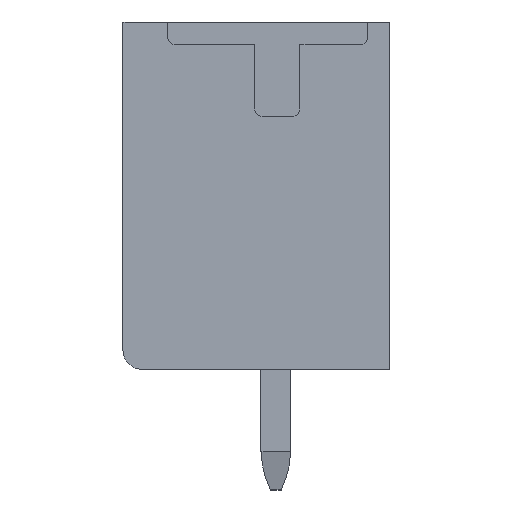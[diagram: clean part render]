
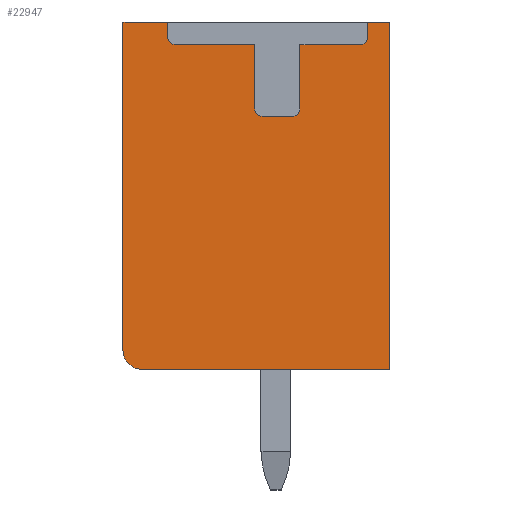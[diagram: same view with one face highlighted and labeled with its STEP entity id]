
A CAD part, left-side view. The second image highlights one B-rep face of the part: STEP entity #22947.
In plain terms, the highlighted planar face has unit normal (-1, 0, 0).
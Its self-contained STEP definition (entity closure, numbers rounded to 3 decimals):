
#22758=AXIS2_PLACEMENT_3D('Circle Axis2P3D',#22756,#22757,$) ;
#22846=AXIS2_PLACEMENT_3D('Plane Axis2P3D',#22843,#22844,#22845) ;
#22862=AXIS2_PLACEMENT_3D('Circle Axis2P3D',#22860,#22861,$) ;
#22883=AXIS2_PLACEMENT_3D('Circle Axis2P3D',#22881,#22882,$) ;
#22897=AXIS2_PLACEMENT_3D('Circle Axis2P3D',#22895,#22896,$) ;
#22918=AXIS2_PLACEMENT_3D('Circle Axis2P3D',#22916,#22917,$) ;
#388=CARTESIAN_POINT('Vertex',(0.3,0.,12.4)) ;
#391=CARTESIAN_POINT('Line Origine',(0.3,0.,7.8)) ;
#395=CARTESIAN_POINT('Vertex',(0.3,0.,3.2)) ;
#6779=CARTESIAN_POINT('Line Origine',(0.3,3.275,3.2)) ;
#6783=CARTESIAN_POINT('Vertex',(0.3,6.55,3.2)) ;
#8260=CARTESIAN_POINT('Vertex',(0.3,0.56,12.4)) ;
#8265=CARTESIAN_POINT('Line Origine',(0.3,0.28,12.4)) ;
#8309=CARTESIAN_POINT('Vertex',(0.3,7.05,12.4)) ;
#8312=CARTESIAN_POINT('Line Origine',(0.3,6.455,12.4)) ;
#8316=CARTESIAN_POINT('Vertex',(0.3,5.86,12.4)) ;
#22756=CARTESIAN_POINT('Axis2P3D Location',(0.3,6.55,3.7)) ;
#22760=CARTESIAN_POINT('Vertex',(0.3,7.05,3.7)) ;
#22843=CARTESIAN_POINT('Axis2P3D Location',(0.3,0.,0.)) ;
#22848=CARTESIAN_POINT('Line Origine',(0.3,7.05,8.05)) ;
#22853=CARTESIAN_POINT('Line Origine',(0.3,0.56,12.2)) ;
#22857=CARTESIAN_POINT('Vertex',(0.3,0.56,12.)) ;
#22860=CARTESIAN_POINT('Axis2P3D Location',(0.3,0.76,12.)) ;
#22864=CARTESIAN_POINT('Vertex',(0.3,0.76,11.8)) ;
#22867=CARTESIAN_POINT('Line Origine',(0.3,1.56,11.8)) ;
#22871=CARTESIAN_POINT('Vertex',(0.3,2.36,11.8)) ;
#22874=CARTESIAN_POINT('Line Origine',(0.3,2.36,10.95)) ;
#22878=CARTESIAN_POINT('Vertex',(0.3,2.36,10.1)) ;
#22881=CARTESIAN_POINT('Axis2P3D Location',(0.3,2.56,10.1)) ;
#22885=CARTESIAN_POINT('Vertex',(0.3,2.56,9.9)) ;
#22888=CARTESIAN_POINT('Line Origine',(0.3,2.96,9.9)) ;
#22892=CARTESIAN_POINT('Vertex',(0.3,3.36,9.9)) ;
#22895=CARTESIAN_POINT('Axis2P3D Location',(0.3,3.36,10.1)) ;
#22899=CARTESIAN_POINT('Vertex',(0.3,3.56,10.1)) ;
#22902=CARTESIAN_POINT('Line Origine',(0.3,3.56,10.95)) ;
#22906=CARTESIAN_POINT('Vertex',(0.3,3.56,11.8)) ;
#22909=CARTESIAN_POINT('Line Origine',(0.3,4.61,11.8)) ;
#22913=CARTESIAN_POINT('Vertex',(0.3,5.66,11.8)) ;
#22916=CARTESIAN_POINT('Axis2P3D Location',(0.3,5.66,12.)) ;
#22920=CARTESIAN_POINT('Vertex',(0.3,5.86,12.)) ;
#22923=CARTESIAN_POINT('Line Origine',(0.3,5.86,12.2)) ;
#392=DIRECTION('Vector Direction',(0.,0.,-1.)) ;
#6780=DIRECTION('Vector Direction',(0.,1.,0.)) ;
#8266=DIRECTION('Vector Direction',(0.,-1.,0.)) ;
#8313=DIRECTION('Vector Direction',(0.,-1.,0.)) ;
#22757=DIRECTION('Axis2P3D Direction',(-1.,0.,0.)) ;
#22844=DIRECTION('Axis2P3D Direction',(-1.,0.,0.)) ;
#22845=DIRECTION('Axis2P3D XDirection',(0.,-1.,0.)) ;
#22849=DIRECTION('Vector Direction',(0.,0.,1.)) ;
#22854=DIRECTION('Vector Direction',(0.,0.,-1.)) ;
#22861=DIRECTION('Axis2P3D Direction',(-1.,0.,0.)) ;
#22868=DIRECTION('Vector Direction',(0.,1.,0.)) ;
#22875=DIRECTION('Vector Direction',(0.,0.,-1.)) ;
#22882=DIRECTION('Axis2P3D Direction',(-1.,0.,0.)) ;
#22889=DIRECTION('Vector Direction',(0.,1.,0.)) ;
#22896=DIRECTION('Axis2P3D Direction',(-1.,0.,0.)) ;
#22903=DIRECTION('Vector Direction',(0.,0.,1.)) ;
#22910=DIRECTION('Vector Direction',(0.,1.,0.)) ;
#22917=DIRECTION('Axis2P3D Direction',(-1.,0.,0.)) ;
#22924=DIRECTION('Vector Direction',(0.,0.,1.)) ;
#393=VECTOR('Line Direction',#392,1.) ;
#6781=VECTOR('Line Direction',#6780,1.) ;
#8267=VECTOR('Line Direction',#8266,1.) ;
#8314=VECTOR('Line Direction',#8313,1.) ;
#22850=VECTOR('Line Direction',#22849,1.) ;
#22855=VECTOR('Line Direction',#22854,1.) ;
#22869=VECTOR('Line Direction',#22868,1.) ;
#22876=VECTOR('Line Direction',#22875,1.) ;
#22890=VECTOR('Line Direction',#22889,1.) ;
#22904=VECTOR('Line Direction',#22903,1.) ;
#22911=VECTOR('Line Direction',#22910,1.) ;
#22925=VECTOR('Line Direction',#22924,1.) ;
#22929=ORIENTED_EDGE('',*,*,#8318,.T.) ;
#22930=ORIENTED_EDGE('',*,*,#22852,.T.) ;
#22931=ORIENTED_EDGE('',*,*,#22762,.T.) ;
#22932=ORIENTED_EDGE('',*,*,#6785,.T.) ;
#22933=ORIENTED_EDGE('',*,*,#397,.T.) ;
#22934=ORIENTED_EDGE('',*,*,#8269,.T.) ;
#22935=ORIENTED_EDGE('',*,*,#22859,.F.) ;
#22936=ORIENTED_EDGE('',*,*,#22866,.F.) ;
#22937=ORIENTED_EDGE('',*,*,#22873,.F.) ;
#22938=ORIENTED_EDGE('',*,*,#22880,.F.) ;
#22939=ORIENTED_EDGE('',*,*,#22887,.F.) ;
#22940=ORIENTED_EDGE('',*,*,#22894,.F.) ;
#22941=ORIENTED_EDGE('',*,*,#22901,.F.) ;
#22942=ORIENTED_EDGE('',*,*,#22908,.F.) ;
#22943=ORIENTED_EDGE('',*,*,#22915,.F.) ;
#22944=ORIENTED_EDGE('',*,*,#22922,.F.) ;
#22945=ORIENTED_EDGE('',*,*,#22927,.F.) ;
#22947=ADVANCED_FACE('HOUSING',(#22946),#22847,.T.) ;
#22759=CIRCLE('generated circle',#22758,0.5) ;
#22863=CIRCLE('generated circle',#22862,0.2) ;
#22884=CIRCLE('generated circle',#22883,0.2) ;
#22898=CIRCLE('generated circle',#22897,0.2) ;
#22919=CIRCLE('generated circle',#22918,0.2) ;
#397=EDGE_CURVE('',#396,#389,#394,.F.) ;
#6785=EDGE_CURVE('',#6784,#396,#6782,.F.) ;
#8269=EDGE_CURVE('',#389,#8261,#8268,.F.) ;
#8318=EDGE_CURVE('',#8317,#8310,#8315,.F.) ;
#22762=EDGE_CURVE('',#22761,#6784,#22759,.T.) ;
#22852=EDGE_CURVE('',#8310,#22761,#22851,.F.) ;
#22859=EDGE_CURVE('',#22858,#8261,#22856,.F.) ;
#22866=EDGE_CURVE('',#22865,#22858,#22863,.T.) ;
#22873=EDGE_CURVE('',#22872,#22865,#22870,.F.) ;
#22880=EDGE_CURVE('',#22879,#22872,#22877,.F.) ;
#22887=EDGE_CURVE('',#22886,#22879,#22884,.T.) ;
#22894=EDGE_CURVE('',#22893,#22886,#22891,.F.) ;
#22901=EDGE_CURVE('',#22900,#22893,#22898,.T.) ;
#22908=EDGE_CURVE('',#22907,#22900,#22905,.F.) ;
#22915=EDGE_CURVE('',#22914,#22907,#22912,.F.) ;
#22922=EDGE_CURVE('',#22921,#22914,#22919,.T.) ;
#22927=EDGE_CURVE('',#8317,#22921,#22926,.F.) ;
#22928=EDGE_LOOP('',(#22929,#22930,#22931,#22932,#22933,#22934,#22935,#22936,#22937,#22938,#22939,#22940,#22941,#22942,#22943,#22944,#22945)) ;
#22946=FACE_OUTER_BOUND('',#22928,.T.) ;
#394=LINE('Line',#391,#393) ;
#6782=LINE('Line',#6779,#6781) ;
#8268=LINE('Line',#8265,#8267) ;
#8315=LINE('Line',#8312,#8314) ;
#22851=LINE('Line',#22848,#22850) ;
#22856=LINE('Line',#22853,#22855) ;
#22870=LINE('Line',#22867,#22869) ;
#22877=LINE('Line',#22874,#22876) ;
#22891=LINE('Line',#22888,#22890) ;
#22905=LINE('Line',#22902,#22904) ;
#22912=LINE('Line',#22909,#22911) ;
#22926=LINE('Line',#22923,#22925) ;
#22847=PLANE('',#22846) ;
#389=VERTEX_POINT('',#388) ;
#396=VERTEX_POINT('',#395) ;
#6784=VERTEX_POINT('',#6783) ;
#8261=VERTEX_POINT('',#8260) ;
#8310=VERTEX_POINT('',#8309) ;
#8317=VERTEX_POINT('',#8316) ;
#22761=VERTEX_POINT('',#22760) ;
#22858=VERTEX_POINT('',#22857) ;
#22865=VERTEX_POINT('',#22864) ;
#22872=VERTEX_POINT('',#22871) ;
#22879=VERTEX_POINT('',#22878) ;
#22886=VERTEX_POINT('',#22885) ;
#22893=VERTEX_POINT('',#22892) ;
#22900=VERTEX_POINT('',#22899) ;
#22907=VERTEX_POINT('',#22906) ;
#22914=VERTEX_POINT('',#22913) ;
#22921=VERTEX_POINT('',#22920) ;
